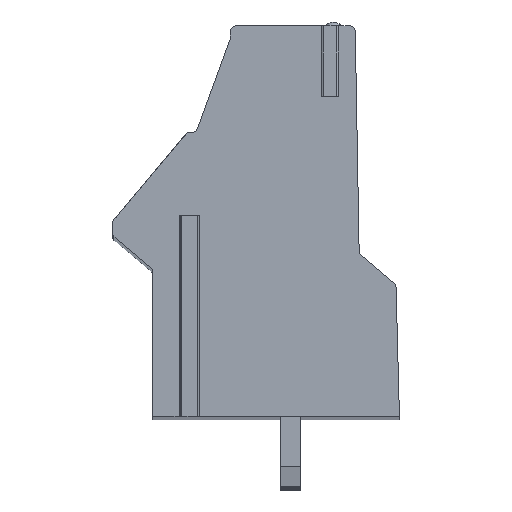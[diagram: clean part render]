
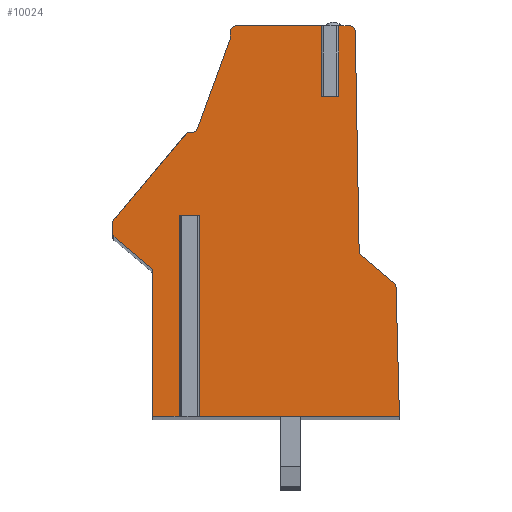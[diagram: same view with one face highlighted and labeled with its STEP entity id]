
A CAD part, top view. The second image highlights one B-rep face of the part: STEP entity #10024.
In plain terms, the highlighted planar face has unit normal (0, 0, 1).
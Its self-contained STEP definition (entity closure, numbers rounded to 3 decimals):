
#13=DIRECTION('',(-1.,0.,0.));
#14=VECTOR('',#13,0.55);
#15=CARTESIAN_POINT('',(3.708,6.127,88.9));
#16=LINE('',#15,#14);
#17=DIRECTION('',(0.,-1.,0.));
#18=VECTOR('',#17,3.5);
#19=CARTESIAN_POINT('',(3.708,9.627,88.9));
#20=LINE('',#19,#18);
#21=DIRECTION('',(-1.,0.,0.));
#22=VECTOR('',#21,0.682);
#23=CARTESIAN_POINT('',(4.39,9.627,88.9));
#24=LINE('',#23,#22);
#25=CARTESIAN_POINT('',(4.39,9.327,88.9));
#26=DIRECTION('',(0.,0.,1.));
#27=DIRECTION('',(1.,0.017,0.));
#28=AXIS2_PLACEMENT_3D('',#25,#26,#27);
#30=DIRECTION('',(-0.017,1.,0.));
#31=VECTOR('',#30,10.885);
#32=CARTESIAN_POINT('',(4.88,-1.552,88.9));
#33=LINE('',#32,#31);
#34=CARTESIAN_POINT('',(5.18,-1.546,88.9));
#35=DIRECTION('',(0.,0.,-1.));
#36=DIRECTION('',(-0.643,-0.766,0.));
#37=AXIS2_PLACEMENT_3D('',#34,#35,#36);
#39=DIRECTION('',(-0.766,0.643,0.));
#40=VECTOR('',#39,2.116);
#41=CARTESIAN_POINT('',(6.608,-3.137,88.9));
#42=LINE('',#41,#40);
#43=CARTESIAN_POINT('',(6.415,-3.366,88.9));
#44=DIRECTION('',(0.,0.,1.));
#45=DIRECTION('',(1.,0.029,0.));
#46=AXIS2_PLACEMENT_3D('',#43,#44,#45);
#48=DIRECTION('',(-0.026,1.,0.));
#49=VECTOR('',#48,6.418);
#50=CARTESIAN_POINT('',(6.883,-9.773,88.9));
#51=LINE('',#50,#49);
#52=DIRECTION('',(1.,0.,0.));
#53=VECTOR('',#52,9.952);
#54=CARTESIAN_POINT('',(-3.069,-9.773,88.9));
#55=LINE('',#54,#53);
#56=DIRECTION('',(0.,-1.,0.));
#57=VECTOR('',#56,10.);
#58=CARTESIAN_POINT('',(-3.069,0.227,88.9));
#59=LINE('',#58,#57);
#60=DIRECTION('',(-1.,0.,0.));
#61=VECTOR('',#60,0.996);
#62=CARTESIAN_POINT('',(-3.069,0.227,88.9));
#63=LINE('',#62,#61);
#64=DIRECTION('',(0.,-1.,0.));
#65=VECTOR('',#64,10.);
#66=CARTESIAN_POINT('',(-4.065,0.227,88.9));
#67=LINE('',#66,#65);
#68=DIRECTION('',(1.,0.,0.));
#69=VECTOR('',#68,1.302);
#70=CARTESIAN_POINT('',(-5.367,-9.773,88.9));
#71=LINE('',#70,#69);
#72=DIRECTION('',(0.,-1.,0.));
#73=VECTOR('',#72,7.198);
#74=CARTESIAN_POINT('',(-5.367,-2.576,88.9));
#75=LINE('',#74,#73);
#76=CARTESIAN_POINT('',(-5.567,-2.576,88.9));
#77=DIRECTION('',(0.,0.,-1.));
#78=DIRECTION('',(0.643,0.766,0.));
#79=AXIS2_PLACEMENT_3D('',#76,#77,#78);
#81=DIRECTION('',(0.766,-0.643,0.));
#82=VECTOR('',#81,2.424);
#83=CARTESIAN_POINT('',(-7.295,-0.864,88.9));
#84=LINE('',#83,#82);
#85=CARTESIAN_POINT('',(-7.167,-0.711,88.9));
#86=DIRECTION('',(0.,0.,1.));
#87=DIRECTION('',(-1.,0.,0.));
#88=AXIS2_PLACEMENT_3D('',#85,#86,#87);
#90=DIRECTION('',(0.,-1.,0.));
#91=VECTOR('',#90,0.52);
#92=CARTESIAN_POINT('',(-7.367,-0.191,88.9));
#93=LINE('',#92,#91);
#94=CARTESIAN_POINT('',(-7.067,-0.191,88.9));
#95=DIRECTION('',(0.,0.,1.));
#96=DIRECTION('',(-0.766,0.643,0.));
#97=AXIS2_PLACEMENT_3D('',#94,#95,#96);
#99=DIRECTION('',(-0.643,-0.766,0.));
#100=VECTOR('',#99,5.645);
#101=CARTESIAN_POINT('',(-3.668,4.327,88.9));
#102=LINE('',#101,#100);
#103=DIRECTION('',(-1.,0.,0.));
#104=VECTOR('',#103,0.236);
#105=CARTESIAN_POINT('',(-3.432,4.327,88.9));
#106=LINE('',#105,#104);
#107=CARTESIAN_POINT('',(-3.432,4.627,88.9));
#108=DIRECTION('',(0.,0.,-1.));
#109=DIRECTION('',(0.94,-0.342,0.));
#110=AXIS2_PLACEMENT_3D('',#107,#108,#109);
#112=DIRECTION('',(-0.342,-0.94,0.));
#113=VECTOR('',#112,4.782);
#114=CARTESIAN_POINT('',(-1.515,9.018,88.9));
#115=LINE('',#114,#113);
#116=DIRECTION('',(0.,-1.,0.));
#117=VECTOR('',#116,0.309);
#118=CARTESIAN_POINT('',(-1.515,9.327,88.9));
#119=LINE('',#118,#117);
#120=CARTESIAN_POINT('',(-1.215,9.327,88.9));
#121=DIRECTION('',(0.,0.,1.));
#122=DIRECTION('',(0.,1.,0.));
#123=AXIS2_PLACEMENT_3D('',#120,#121,#122);
#125=DIRECTION('',(-1.,0.,0.));
#126=VECTOR('',#125,4.373);
#127=CARTESIAN_POINT('',(3.158,9.627,88.9));
#128=LINE('',#127,#126);
#129=DIRECTION('',(0.,-1.,0.));
#130=VECTOR('',#129,3.5);
#131=CARTESIAN_POINT('',(3.158,9.627,88.9));
#132=LINE('',#131,#130);
#7837=CARTESIAN_POINT('',(6.883,-9.773,88.9));
#7838=CARTESIAN_POINT('',(6.715,-3.358,88.9));
#7839=VERTEX_POINT('',#7837);
#7840=VERTEX_POINT('',#7838);
#7841=CARTESIAN_POINT('',(6.608,-3.137,88.9));
#7842=VERTEX_POINT('',#7841);
#7843=CARTESIAN_POINT('',(4.987,-1.776,88.9));
#7844=VERTEX_POINT('',#7843);
#7845=CARTESIAN_POINT('',(4.88,-1.552,88.9));
#7846=VERTEX_POINT('',#7845);
#7847=CARTESIAN_POINT('',(4.69,9.332,88.9));
#7848=VERTEX_POINT('',#7847);
#7849=CARTESIAN_POINT('',(4.39,9.627,88.9));
#7850=VERTEX_POINT('',#7849);
#7851=CARTESIAN_POINT('',(-1.215,9.627,88.9));
#7852=CARTESIAN_POINT('',(-1.515,9.327,88.9));
#7853=VERTEX_POINT('',#7851);
#7854=VERTEX_POINT('',#7852);
#7855=CARTESIAN_POINT('',(-1.515,9.018,88.9));
#7856=VERTEX_POINT('',#7855);
#7857=CARTESIAN_POINT('',(-3.15,4.524,88.9));
#7858=VERTEX_POINT('',#7857);
#7859=CARTESIAN_POINT('',(-3.432,4.327,88.9));
#7860=VERTEX_POINT('',#7859);
#7861=CARTESIAN_POINT('',(-3.668,4.327,88.9));
#7862=VERTEX_POINT('',#7861);
#7863=CARTESIAN_POINT('',(-7.297,0.002,88.9));
#7864=VERTEX_POINT('',#7863);
#7865=CARTESIAN_POINT('',(-7.367,-0.191,88.9));
#7866=VERTEX_POINT('',#7865);
#7867=CARTESIAN_POINT('',(-7.367,-0.711,88.9));
#7868=VERTEX_POINT('',#7867);
#7869=CARTESIAN_POINT('',(-7.295,-0.864,88.9));
#7870=VERTEX_POINT('',#7869);
#7871=CARTESIAN_POINT('',(-5.438,-2.422,88.9));
#7872=VERTEX_POINT('',#7871);
#7873=CARTESIAN_POINT('',(-5.367,-2.576,88.9));
#7874=VERTEX_POINT('',#7873);
#7875=CARTESIAN_POINT('',(-5.367,-9.773,88.9));
#7876=VERTEX_POINT('',#7875);
#7977=CARTESIAN_POINT('',(-3.069,0.227,88.9));
#7978=CARTESIAN_POINT('',(-4.065,0.227,88.9));
#7979=VERTEX_POINT('',#7977);
#7980=VERTEX_POINT('',#7978);
#7981=CARTESIAN_POINT('',(-3.069,-9.773,88.9));
#7982=VERTEX_POINT('',#7981);
#7983=CARTESIAN_POINT('',(-4.065,-9.773,88.9));
#7984=VERTEX_POINT('',#7983);
#8021=CARTESIAN_POINT('',(3.708,6.127,88.9));
#8022=CARTESIAN_POINT('',(3.158,6.127,88.9));
#8023=VERTEX_POINT('',#8021);
#8024=VERTEX_POINT('',#8022);
#8025=CARTESIAN_POINT('',(3.158,9.627,88.9));
#8026=VERTEX_POINT('',#8025);
#8027=CARTESIAN_POINT('',(3.708,9.627,88.9));
#8028=VERTEX_POINT('',#8027);
#9961=CARTESIAN_POINT('',(0.,0.,88.9));
#9962=DIRECTION('',(0.,0.,1.));
#9963=DIRECTION('',(1.,0.,0.));
#9964=AXIS2_PLACEMENT_3D('',#9961,#9962,#9963);
#9965=PLANE('',#9964);
#9967=ORIENTED_EDGE('',*,*,#9966,.F.);
#9969=ORIENTED_EDGE('',*,*,#9968,.F.);
#9971=ORIENTED_EDGE('',*,*,#9970,.F.);
#9973=ORIENTED_EDGE('',*,*,#9972,.F.);
#9975=ORIENTED_EDGE('',*,*,#9974,.F.);
#9977=ORIENTED_EDGE('',*,*,#9976,.F.);
#9979=ORIENTED_EDGE('',*,*,#9978,.F.);
#9981=ORIENTED_EDGE('',*,*,#9980,.F.);
#9983=ORIENTED_EDGE('',*,*,#9982,.F.);
#9985=ORIENTED_EDGE('',*,*,#9984,.F.);
#9987=ORIENTED_EDGE('',*,*,#9986,.F.);
#9989=ORIENTED_EDGE('',*,*,#9988,.T.);
#9991=ORIENTED_EDGE('',*,*,#9990,.T.);
#9993=ORIENTED_EDGE('',*,*,#9992,.F.);
#9995=ORIENTED_EDGE('',*,*,#9994,.F.);
#9997=ORIENTED_EDGE('',*,*,#9996,.F.);
#9999=ORIENTED_EDGE('',*,*,#9998,.F.);
#10001=ORIENTED_EDGE('',*,*,#10000,.F.);
#10003=ORIENTED_EDGE('',*,*,#10002,.F.);
#10005=ORIENTED_EDGE('',*,*,#10004,.F.);
#10007=ORIENTED_EDGE('',*,*,#10006,.F.);
#10009=ORIENTED_EDGE('',*,*,#10008,.F.);
#10011=ORIENTED_EDGE('',*,*,#10010,.F.);
#10013=ORIENTED_EDGE('',*,*,#10012,.F.);
#10015=ORIENTED_EDGE('',*,*,#10014,.F.);
#10017=ORIENTED_EDGE('',*,*,#10016,.F.);
#10019=ORIENTED_EDGE('',*,*,#10018,.F.);
#10021=ORIENTED_EDGE('',*,*,#10020,.T.);
#10022=EDGE_LOOP('',(#9967,#9969,#9971,#9973,#9975,#9977,#9979,#9981,#9983,
#9985,#9987,#9989,#9991,#9993,#9995,#9997,#9999,#10001,#10003,#10005,#10007,
#10009,#10011,#10013,#10015,#10017,#10019,#10021));
#10023=FACE_OUTER_BOUND('',#10022,.F.);
#29=CIRCLE('',#28,0.3);
#38=CIRCLE('',#37,0.3);
#47=CIRCLE('',#46,0.3);
#80=CIRCLE('',#79,0.2);
#89=CIRCLE('',#88,0.2);
#98=CIRCLE('',#97,0.3);
#111=CIRCLE('',#110,0.3);
#124=CIRCLE('',#123,0.3);
#9966=EDGE_CURVE('',#8023,#8024,#16,.T.);
#9968=EDGE_CURVE('',#8028,#8023,#20,.T.);
#9970=EDGE_CURVE('',#7850,#8028,#24,.T.);
#9972=EDGE_CURVE('',#7848,#7850,#29,.T.);
#9974=EDGE_CURVE('',#7846,#7848,#33,.T.);
#9976=EDGE_CURVE('',#7844,#7846,#38,.T.);
#9978=EDGE_CURVE('',#7842,#7844,#42,.T.);
#9980=EDGE_CURVE('',#7840,#7842,#47,.T.);
#9982=EDGE_CURVE('',#7839,#7840,#51,.T.);
#9984=EDGE_CURVE('',#7982,#7839,#55,.T.);
#9986=EDGE_CURVE('',#7979,#7982,#59,.T.);
#9988=EDGE_CURVE('',#7979,#7980,#63,.T.);
#9990=EDGE_CURVE('',#7980,#7984,#67,.T.);
#9992=EDGE_CURVE('',#7876,#7984,#71,.T.);
#9994=EDGE_CURVE('',#7874,#7876,#75,.T.);
#9996=EDGE_CURVE('',#7872,#7874,#80,.T.);
#9998=EDGE_CURVE('',#7870,#7872,#84,.T.);
#10000=EDGE_CURVE('',#7868,#7870,#89,.T.);
#10002=EDGE_CURVE('',#7866,#7868,#93,.T.);
#10004=EDGE_CURVE('',#7864,#7866,#98,.T.);
#10006=EDGE_CURVE('',#7862,#7864,#102,.T.);
#10008=EDGE_CURVE('',#7860,#7862,#106,.T.);
#10010=EDGE_CURVE('',#7858,#7860,#111,.T.);
#10012=EDGE_CURVE('',#7856,#7858,#115,.T.);
#10014=EDGE_CURVE('',#7854,#7856,#119,.T.);
#10016=EDGE_CURVE('',#7853,#7854,#124,.T.);
#10018=EDGE_CURVE('',#8026,#7853,#128,.T.);
#10020=EDGE_CURVE('',#8026,#8024,#132,.T.);
#10024=ADVANCED_FACE('',(#10023),#9965,.T.);
